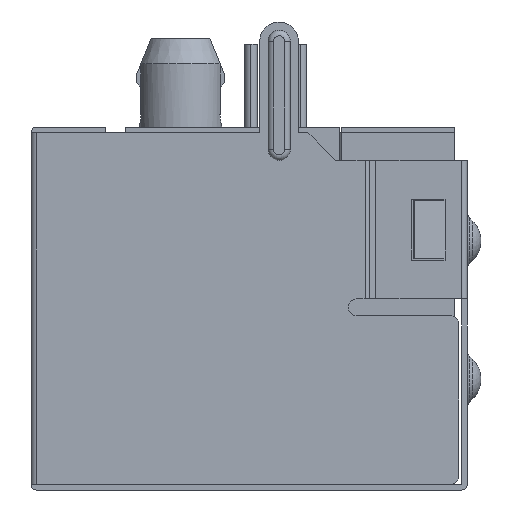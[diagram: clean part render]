
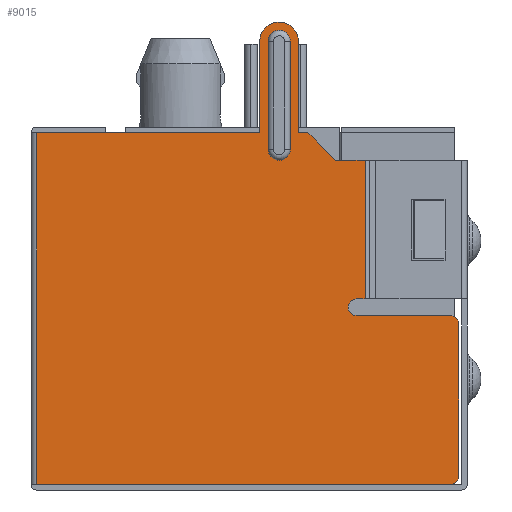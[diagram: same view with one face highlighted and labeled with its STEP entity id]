
A CAD part, left-side view. The second image highlights one B-rep face of the part: STEP entity #9015.
In plain terms, the highlighted planar face has unit normal (-1, 0, 0).
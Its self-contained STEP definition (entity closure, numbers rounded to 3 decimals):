
#1728=DIRECTION('',(0.,-1.,0.));
#1729=VECTOR('',#1728,14.95);
#1730=CARTESIAN_POINT('',(-8.2,0.,-12.9));
#1731=LINE('',#1730,#1729);
#1852=DIRECTION('',(0.,1.,0.));
#1853=VECTOR('',#1852,8.06);
#1854=CARTESIAN_POINT('',(-8.2,-8.06,-0.2));
#1855=LINE('',#1854,#1853);
#3073=DIRECTION('',(0.,0.,-1.));
#3074=VECTOR('',#3073,3.9);
#3075=CARTESIAN_POINT('',(-8.2,-8.36,3.1));
#3076=LINE('',#3075,#3074);
#3077=CARTESIAN_POINT('',(-8.2,-8.76,-0.8));
#3078=DIRECTION('',(-1.,0.,0.));
#3079=DIRECTION('',(0.,1.,0.));
#3080=AXIS2_PLACEMENT_3D('',#3077,#3078,#3079);
#3082=DIRECTION('',(0.,0.,1.));
#3083=VECTOR('',#3082,3.9);
#3084=CARTESIAN_POINT('',(-8.2,-9.16,-0.8));
#3085=LINE('',#3084,#3083);
#3086=CARTESIAN_POINT('',(-8.2,-8.76,3.1));
#3087=DIRECTION('',(-1.,0.,0.));
#3088=DIRECTION('',(0.,-1.,0.));
#3089=AXIS2_PLACEMENT_3D('',#3086,#3087,#3088);
#3091=DIRECTION('',(0.,0.,1.));
#3092=VECTOR('',#3091,12.7);
#3093=CARTESIAN_POINT('',(-8.2,0.,-12.9));
#3094=LINE('',#3093,#3092);
#3095=DIRECTION('',(0.,0.,1.));
#3096=VECTOR('',#3095,3.3);
#3097=CARTESIAN_POINT('',(-8.2,-8.06,-0.2));
#3098=LINE('',#3097,#3096);
#3099=CARTESIAN_POINT('',(-8.2,-8.76,3.1));
#3100=DIRECTION('',(1.,0.,0.));
#3101=DIRECTION('',(0.,1.,0.));
#3102=AXIS2_PLACEMENT_3D('',#3099,#3100,#3101);
#3104=DIRECTION('',(0.,0.,-1.));
#3105=VECTOR('',#3104,3.3);
#3106=CARTESIAN_POINT('',(-8.2,-9.46,3.1));
#3107=LINE('',#3106,#3105);
#3108=DIRECTION('',(0.,-1.,0.));
#3109=VECTOR('',#3108,0.34);
#3110=CARTESIAN_POINT('',(-8.2,-9.46,-0.2));
#3111=LINE('',#3110,#3109);
#3112=DIRECTION('',(0.,-0.707,-0.707));
#3113=VECTOR('',#3112,1.414);
#3114=CARTESIAN_POINT('',(-8.2,-9.8,-0.2));
#3115=LINE('',#3114,#3113);
#3116=DIRECTION('',(0.,-1.,0.));
#3117=VECTOR('',#3116,1.067);
#3118=CARTESIAN_POINT('',(-8.2,-10.8,-1.2));
#3119=LINE('',#3118,#3117);
#3120=DIRECTION('',(0.,0.,-1.));
#3121=VECTOR('',#3120,5.);
#3122=CARTESIAN_POINT('',(-8.2,-11.867,-1.2));
#3123=LINE('',#3122,#3121);
#3124=CARTESIAN_POINT('',(-8.2,-11.55,-6.5));
#3125=DIRECTION('',(-1.,0.,0.));
#3126=DIRECTION('',(0.,0.,1.));
#3127=AXIS2_PLACEMENT_3D('',#3124,#3125,#3126);
#3129=DIRECTION('',(0.,-1.,0.));
#3130=VECTOR('',#3129,3.4);
#3131=CARTESIAN_POINT('',(-8.2,-11.55,-6.8));
#3132=LINE('',#3131,#3130);
#3133=CARTESIAN_POINT('',(-8.2,-14.95,-7.1));
#3134=DIRECTION('',(1.,0.,0.));
#3135=DIRECTION('',(0.,0.,1.));
#3136=AXIS2_PLACEMENT_3D('',#3133,#3134,#3135);
#3138=DIRECTION('',(0.,0.,-1.));
#3139=VECTOR('',#3138,5.5);
#3140=CARTESIAN_POINT('',(-8.2,-15.25,-7.1));
#3141=LINE('',#3140,#3139);
#3142=CARTESIAN_POINT('',(-8.2,-14.95,-12.6));
#3143=DIRECTION('',(1.,0.,0.));
#3144=DIRECTION('',(0.,-1.,0.));
#3145=AXIS2_PLACEMENT_3D('',#3142,#3143,#3144);
#3266=DIRECTION('',(0.,1.,0.));
#3267=VECTOR('',#3266,0.317);
#3268=CARTESIAN_POINT('',(-8.2,-11.867,-6.2));
#3269=LINE('',#3268,#3267);
#5039=CARTESIAN_POINT('',(-8.2,-11.55,-6.8));
#5040=CARTESIAN_POINT('',(-8.2,-14.95,-6.8));
#5041=VERTEX_POINT('',#5039);
#5042=VERTEX_POINT('',#5040);
#5043=CARTESIAN_POINT('',(-8.2,-15.25,-7.1));
#5044=VERTEX_POINT('',#5043);
#5045=CARTESIAN_POINT('',(-8.2,-15.25,-12.6));
#5046=VERTEX_POINT('',#5045);
#5047=CARTESIAN_POINT('',(-8.2,-14.95,-12.9));
#5048=VERTEX_POINT('',#5047);
#5049=CARTESIAN_POINT('',(-8.2,-8.06,-0.2));
#5050=CARTESIAN_POINT('',(-8.2,-8.06,3.1));
#5051=VERTEX_POINT('',#5049);
#5052=VERTEX_POINT('',#5050);
#5053=CARTESIAN_POINT('',(-8.2,-9.46,3.1));
#5054=VERTEX_POINT('',#5053);
#5055=CARTESIAN_POINT('',(-8.2,-9.46,-0.2));
#5056=VERTEX_POINT('',#5055);
#5057=CARTESIAN_POINT('',(-8.2,-9.8,-0.2));
#5058=VERTEX_POINT('',#5057);
#5059=CARTESIAN_POINT('',(-8.2,-10.8,-1.2));
#5060=VERTEX_POINT('',#5059);
#5087=CARTESIAN_POINT('',(-8.2,-8.36,3.1));
#5088=CARTESIAN_POINT('',(-8.2,-8.36,-0.8));
#5089=VERTEX_POINT('',#5087);
#5090=VERTEX_POINT('',#5088);
#5093=CARTESIAN_POINT('',(-8.2,-9.16,-0.8));
#5094=VERTEX_POINT('',#5093);
#5097=CARTESIAN_POINT('',(-8.2,-9.16,3.1));
#5098=VERTEX_POINT('',#5097);
#5253=CARTESIAN_POINT('',(-8.2,-11.867,-1.2));
#5254=VERTEX_POINT('',#5253);
#5275=CARTESIAN_POINT('',(-8.2,-11.867,-6.2));
#5276=VERTEX_POINT('',#5275);
#5295=CARTESIAN_POINT('',(-8.2,-11.55,-6.2));
#5296=VERTEX_POINT('',#5295);
#5340=CARTESIAN_POINT('',(-8.2,0.,-0.2));
#5342=VERTEX_POINT('',#5340);
#5343=CARTESIAN_POINT('',(-8.2,0.,-12.9));
#5344=VERTEX_POINT('',#5343);
#8970=CARTESIAN_POINT('',(-8.2,0.,-12.9));
#8971=DIRECTION('',(-1.,0.,0.));
#8972=DIRECTION('',(0.,0.,1.));
#8973=AXIS2_PLACEMENT_3D('',#8970,#8971,#8972);
#8974=PLANE('',#8973);
#8975=ORIENTED_EDGE('',*,*,#7364,.T.);
#8976=ORIENTED_EDGE('',*,*,#7421,.F.);
#8978=ORIENTED_EDGE('',*,*,#8977,.T.);
#8980=ORIENTED_EDGE('',*,*,#8979,.T.);
#8982=ORIENTED_EDGE('',*,*,#8981,.T.);
#8984=ORIENTED_EDGE('',*,*,#8983,.T.);
#8986=ORIENTED_EDGE('',*,*,#8985,.T.);
#8987=ORIENTED_EDGE('',*,*,#8896,.T.);
#8989=ORIENTED_EDGE('',*,*,#8988,.T.);
#8991=ORIENTED_EDGE('',*,*,#8990,.T.);
#8993=ORIENTED_EDGE('',*,*,#8992,.T.);
#8995=ORIENTED_EDGE('',*,*,#8994,.T.);
#8997=ORIENTED_EDGE('',*,*,#8996,.T.);
#8999=ORIENTED_EDGE('',*,*,#8998,.T.);
#9001=ORIENTED_EDGE('',*,*,#9000,.T.);
#9002=ORIENTED_EDGE('',*,*,#7349,.F.);
#9003=EDGE_LOOP('',(#8975,#8976,#8978,#8980,#8982,#8984,#8986,#8987,#8989,#8991,
#8993,#8995,#8997,#8999,#9001,#9002));
#9004=FACE_OUTER_BOUND('',#9003,.F.);
#9006=ORIENTED_EDGE('',*,*,#9005,.T.);
#9008=ORIENTED_EDGE('',*,*,#9007,.T.);
#9010=ORIENTED_EDGE('',*,*,#9009,.T.);
#9012=ORIENTED_EDGE('',*,*,#9011,.T.);
#9013=EDGE_LOOP('',(#9006,#9008,#9010,#9012));
#9014=FACE_BOUND('',#9013,.F.);
#3081=CIRCLE('',#3080,0.4);
#3090=CIRCLE('',#3089,0.4);
#3103=CIRCLE('',#3102,0.7);
#3128=CIRCLE('',#3127,0.3);
#3137=CIRCLE('',#3136,0.3);
#3146=CIRCLE('',#3145,0.3);
#7349=EDGE_CURVE('',#5344,#5048,#1731,.T.);
#7364=EDGE_CURVE('',#5344,#5342,#3094,.T.);
#7421=EDGE_CURVE('',#5051,#5342,#1855,.T.);
#8896=EDGE_CURVE('',#5060,#5254,#3119,.T.);
#8977=EDGE_CURVE('',#5051,#5052,#3098,.T.);
#8979=EDGE_CURVE('',#5052,#5054,#3103,.T.);
#8981=EDGE_CURVE('',#5054,#5056,#3107,.T.);
#8983=EDGE_CURVE('',#5056,#5058,#3111,.T.);
#8985=EDGE_CURVE('',#5058,#5060,#3115,.T.);
#8988=EDGE_CURVE('',#5254,#5276,#3123,.T.);
#8990=EDGE_CURVE('',#5276,#5296,#3269,.T.);
#8992=EDGE_CURVE('',#5296,#5041,#3128,.T.);
#8994=EDGE_CURVE('',#5041,#5042,#3132,.T.);
#8996=EDGE_CURVE('',#5042,#5044,#3137,.T.);
#8998=EDGE_CURVE('',#5044,#5046,#3141,.T.);
#9000=EDGE_CURVE('',#5046,#5048,#3146,.T.);
#9005=EDGE_CURVE('',#5089,#5090,#3076,.T.);
#9007=EDGE_CURVE('',#5090,#5094,#3081,.T.);
#9009=EDGE_CURVE('',#5094,#5098,#3085,.T.);
#9011=EDGE_CURVE('',#5098,#5089,#3090,.T.);
#9015=ADVANCED_FACE('',(#9004,#9014),#8974,.T.);
